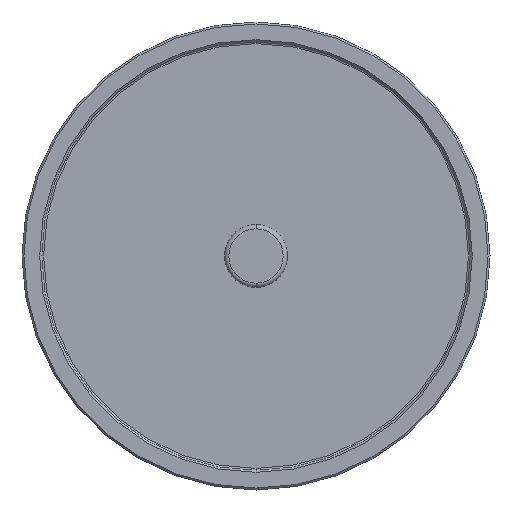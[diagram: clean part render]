
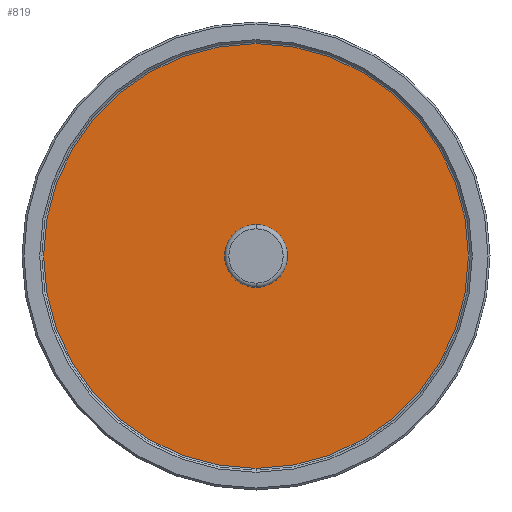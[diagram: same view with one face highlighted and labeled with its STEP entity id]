
A CAD part, front view. The second image highlights one B-rep face of the part: STEP entity #819.
In plain terms, the highlighted planar face has unit normal (0, -1, 0).
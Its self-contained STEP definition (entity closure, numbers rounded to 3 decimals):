
#7 = CIRCLE ( 'NONE', #14, 8. ) ;
#14 = AXIS2_PLACEMENT_3D ( 'NONE', #391, #68, #74 ) ;
#68 = DIRECTION ( 'NONE',  ( 0., 1., 0. ) ) ;
#74 = DIRECTION ( 'NONE',  ( 0., 0., -1. ) ) ;
#97 = CARTESIAN_POINT ( 'NONE',  ( 5., 5., 0. ) ) ;
#120 = CARTESIAN_POINT ( 'NONE',  ( 59.5, 5., 0. ) ) ;
#165 = EDGE_LOOP ( 'NONE', ( #494, #796 ) ) ;
#179 = DIRECTION ( 'NONE',  ( 0., 0., -1. ) ) ;
#189 = CARTESIAN_POINT ( 'NONE',  ( 59.5, 5., -8. ) ) ;
#218 = CARTESIAN_POINT ( 'NONE',  ( 59.5, 5., 8. ) ) ;
#288 = EDGE_CURVE ( 'NONE', #295, #508, #7, .T. ) ;
#295 = VERTEX_POINT ( 'NONE', #189 ) ;
#305 = DIRECTION ( 'NONE',  ( 0., -1., 0. ) ) ;
#343 = DIRECTION ( 'NONE',  ( 0., 0., -1. ) ) ;
#369 = AXIS2_PLACEMENT_3D ( 'NONE', #97, #305, #415 ) ;
#383 = AXIS2_PLACEMENT_3D ( 'NONE', #586, #920, #515 ) ;
#391 = CARTESIAN_POINT ( 'NONE',  ( 59.5, 5., 0. ) ) ;
#398 = AXIS2_PLACEMENT_3D ( 'NONE', #120, #569, #179 ) ;
#414 = AXIS2_PLACEMENT_3D ( 'NONE', #478, #823, #343 ) ;
#415 = DIRECTION ( 'NONE',  ( 0., 0., -1. ) ) ;
#445 = CARTESIAN_POINT ( 'NONE',  ( 59.5, 5., 54. ) ) ;
#478 = CARTESIAN_POINT ( 'NONE',  ( 59.5, 5., 0. ) ) ;
#489 = CIRCLE ( 'NONE', #414, 54. ) ;
#494 = ORIENTED_EDGE ( 'NONE', *, *, #288, .T. ) ;
#500 = CIRCLE ( 'NONE', #398, 8. ) ;
#505 = CARTESIAN_POINT ( 'NONE',  ( 59.5, 5., -54. ) ) ;
#508 = VERTEX_POINT ( 'NONE', #218 ) ;
#515 = DIRECTION ( 'NONE',  ( 0., 0., -1. ) ) ;
#527 = FACE_OUTER_BOUND ( 'NONE', #572, .T. ) ;
#569 = DIRECTION ( 'NONE',  ( 0., 1., 0. ) ) ;
#572 = EDGE_LOOP ( 'NONE', ( #859, #867 ) ) ;
#586 = CARTESIAN_POINT ( 'NONE',  ( 59.5, 5., 0. ) ) ;
#735 = VERTEX_POINT ( 'NONE', #445 ) ;
#785 = EDGE_CURVE ( 'NONE', #890, #735, #489, .T. ) ;
#796 = ORIENTED_EDGE ( 'NONE', *, *, #810, .T. ) ;
#810 = EDGE_CURVE ( 'NONE', #508, #295, #500, .T. ) ;
#819 = ADVANCED_FACE ( 'NONE', ( #527, #908 ), #829, .T. ) ;
#823 = DIRECTION ( 'NONE',  ( 0., -1., 0. ) ) ;
#828 = EDGE_CURVE ( 'NONE', #735, #890, #929, .T. ) ;
#829 = PLANE ( 'NONE',  #369 ) ;
#859 = ORIENTED_EDGE ( 'NONE', *, *, #785, .T. ) ;
#867 = ORIENTED_EDGE ( 'NONE', *, *, #828, .T. ) ;
#890 = VERTEX_POINT ( 'NONE', #505 ) ;
#908 = FACE_BOUND ( 'NONE', #165, .T. ) ;
#920 = DIRECTION ( 'NONE',  ( 0., -1., 0. ) ) ;
#929 = CIRCLE ( 'NONE', #383, 54. ) ;
